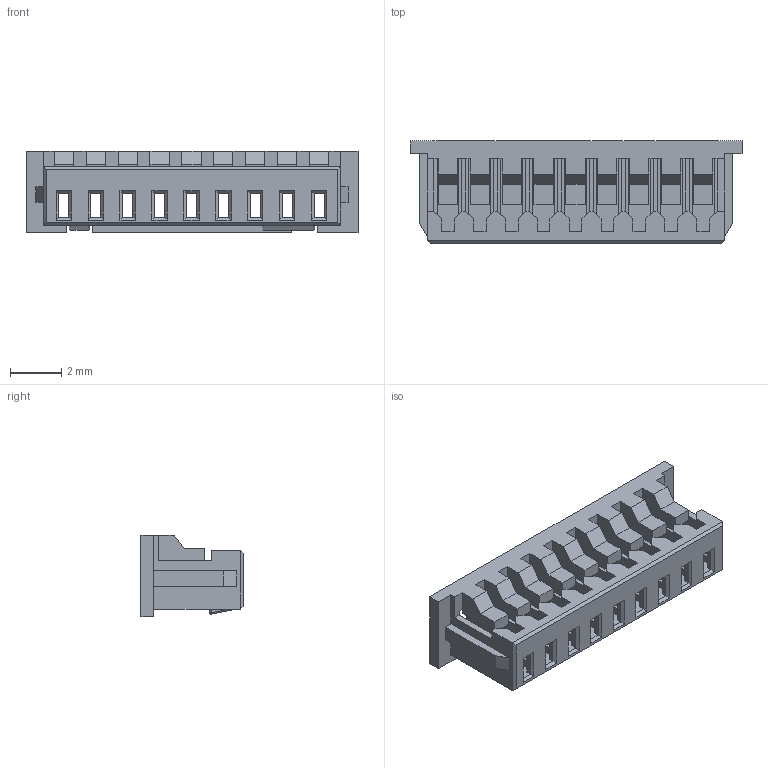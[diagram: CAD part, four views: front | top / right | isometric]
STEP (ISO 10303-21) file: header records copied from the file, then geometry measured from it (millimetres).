
FILE_DESCRIPTION((''),'2;1');
FILE_NAME('FHG12502-S08M2W1B','2026-02-05T',('工程三'),(''),'PRO/ENGINEER BY PARAMETRIC TECHNOLOGY CORPORATION, 2010280','PRO/ENGINEER BY PARAMETRIC TECHNOLOGY CORPORATION, 2010280','');
FILE_SCHEMA(('CONFIG_CONTROL_DESIGN'));
Length unit declared in the file: millimetre
Products named in the file (1): FHG12502-S08M2W1B
Bounding box: 13 x 4 x 3.2 mm (x, y, z)
Volume: 51.8 mm3; surface area: 398.2 mm2
Topology: 1 solids, 1 shells, 405 faces, 1181 edges, 762 vertices
Faces by surface type: plane 393, cylinder 9, sphere 3
Entity records: 13165 total; most frequent: CARTESIAN_POINT 2429, ORIENTED_EDGE 2362, DIRECTION 1981, EDGE_CURVE 1181, VECTOR 1145, LINE 1145, VERTEX_POINT 762, EDGE_LOOP 425
